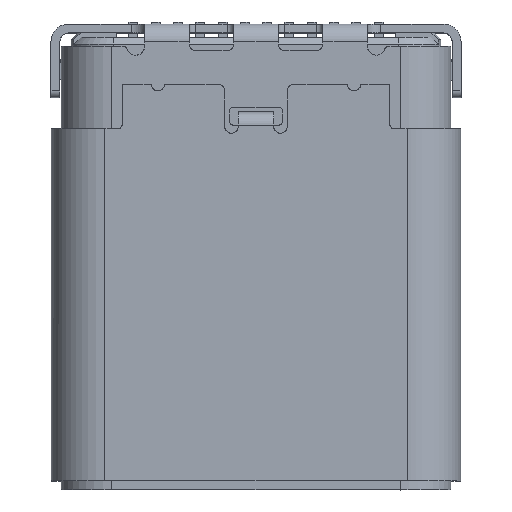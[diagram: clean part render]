
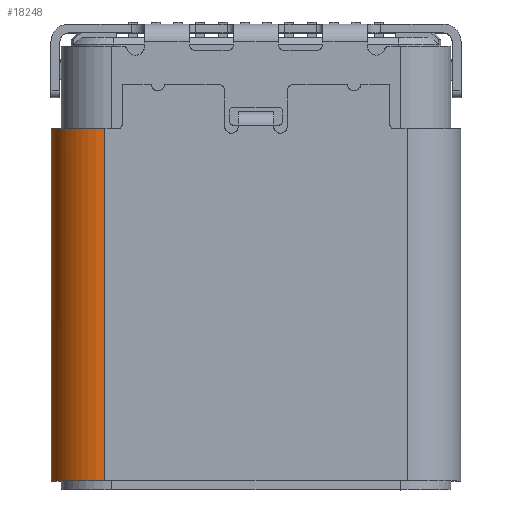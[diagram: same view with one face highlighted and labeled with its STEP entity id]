
A CAD part, top view. The second image highlights one B-rep face of the part: STEP entity #18248.
In plain terms, the highlighted cylindrical face has radius 1.2 mm (diameter 2.4 mm), a partial arc.
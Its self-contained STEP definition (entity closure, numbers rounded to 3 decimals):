
#12215 = VERTEX_POINT('',#12216);
#12216 = CARTESIAN_POINT('',(-4.59,-5.37,
    2.08));
#12295 = VERTEX_POINT('',#12296);
#12296 = CARTESIAN_POINT('',(-3.39,-5.37,3.28));
#12302 = EDGE_CURVE('',#12295,#12215,#12303,.T.);
#12303 = B_SPLINE_CURVE_WITH_KNOTS('',3,(#12304,#12305,#12306,#12307,
    #12308,#12309,#12310,#12311,#12312,#12313),.UNSPECIFIED.,.F.,.F.,(4,
    2,2,2,4),(0.,0.25,0.5,0.75,1.),.UNSPECIFIED.);
#12304 = CARTESIAN_POINT('',(-3.39,-5.37,3.28));
#12305 = CARTESIAN_POINT('',(-3.549,-5.37,
    3.28));
#12306 = CARTESIAN_POINT('',(-3.703,-5.37,
    3.249));
#12307 = CARTESIAN_POINT('',(-3.995,-5.37,
    3.128));
#12308 = CARTESIAN_POINT('',(-4.127,-5.37,
    3.04));
#12309 = CARTESIAN_POINT('',(-4.35,-5.37,
    2.817));
#12310 = CARTESIAN_POINT('',(-4.438,-5.37,
    2.686));
#12311 = CARTESIAN_POINT('',(-4.56,-5.37,
    2.393));
#12312 = CARTESIAN_POINT('',(-4.59,-5.37,
    2.24));
#12313 = CARTESIAN_POINT('',(-4.59,-5.37,
    2.08));
#18248 = ADVANCED_FACE('',(#18249),#18281,.T.);
#18249 = FACE_BOUND('',#18250,.T.);
#18250 = EDGE_LOOP('',(#18251,#18259,#18274,#18280));
#18251 = ORIENTED_EDGE('',*,*,#18252,.T.);
#18252 = EDGE_CURVE('',#12295,#18253,#18255,.T.);
#18253 = VERTEX_POINT('',#18254);
#18254 = CARTESIAN_POINT('',(-3.39,2.53,
    3.28));
#18255 = LINE('',#18256,#18257);
#18256 = CARTESIAN_POINT('',(-3.39,2.53,
    3.28));
#18257 = VECTOR('',#18258,1.);
#18258 = DIRECTION('',(0.,1.,0.));
#18259 = ORIENTED_EDGE('',*,*,#18260,.T.);
#18260 = EDGE_CURVE('',#18253,#18261,#18263,.T.);
#18261 = VERTEX_POINT('',#18262);
#18262 = CARTESIAN_POINT('',(-4.59,2.53,
    2.08));
#18263 = B_SPLINE_CURVE_WITH_KNOTS('',3,(#18264,#18265,#18266,#18267,
    #18268,#18269,#18270,#18271,#18272,#18273),.UNSPECIFIED.,.F.,.F.,(4,
    2,2,2,4),(0.,0.25,0.5,0.75,1.),.UNSPECIFIED.);
#18264 = CARTESIAN_POINT('',(-3.39,2.53,
    3.28));
#18265 = CARTESIAN_POINT('',(-3.547,2.53,
    3.28));
#18266 = CARTESIAN_POINT('',(-3.704,2.53,
    3.249));
#18267 = CARTESIAN_POINT('',(-3.994,2.53,
    3.129));
#18268 = CARTESIAN_POINT('',(-4.127,2.53,
    3.04));
#18269 = CARTESIAN_POINT('',(-4.35,2.53,
    2.817));
#18270 = CARTESIAN_POINT('',(-4.439,2.53,
    2.684));
#18271 = CARTESIAN_POINT('',(-4.559,2.53,
    2.394));
#18272 = CARTESIAN_POINT('',(-4.59,2.53,
    2.237));
#18273 = CARTESIAN_POINT('',(-4.59,2.53,
    2.08));
#18274 = ORIENTED_EDGE('',*,*,#18275,.T.);
#18275 = EDGE_CURVE('',#18261,#12215,#18276,.T.);
#18276 = LINE('',#18277,#18278);
#18277 = CARTESIAN_POINT('',(-4.59,2.53,
    2.08));
#18278 = VECTOR('',#18279,1.);
#18279 = DIRECTION('',(0.,-1.,0.));
#18280 = ORIENTED_EDGE('',*,*,#12302,.F.);
#18281 = CYLINDRICAL_SURFACE('',#18282,1.2);
#18282 = AXIS2_PLACEMENT_3D('',#18283,#18284,#18285);
#18283 = CARTESIAN_POINT('',(-3.39,2.53,
    2.08));
#18284 = DIRECTION('',(0.,-1.,0.));
#18285 = DIRECTION('',(1.,0.,0.));
